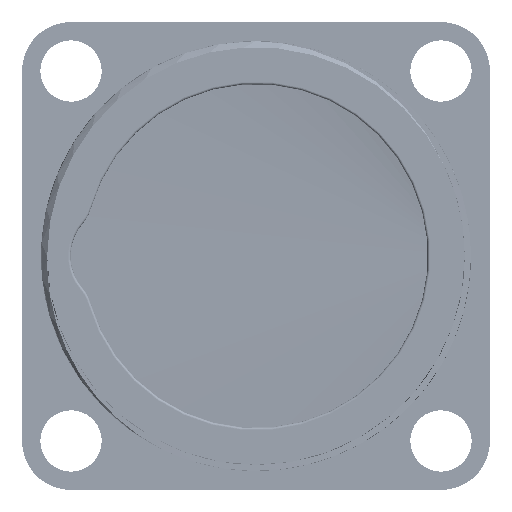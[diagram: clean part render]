
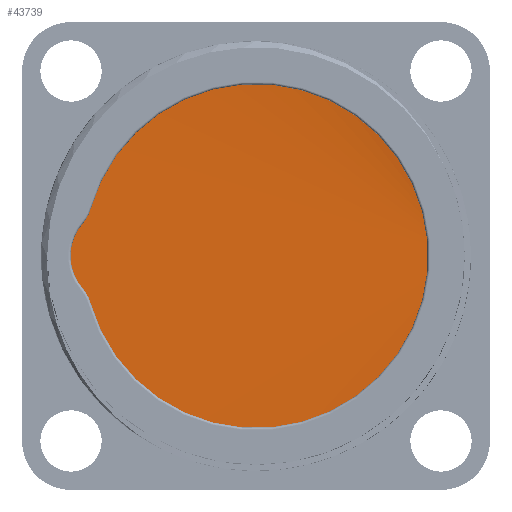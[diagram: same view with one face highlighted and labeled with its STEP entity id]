
A CAD part, left-side view. The second image highlights one B-rep face of the part: STEP entity #43739.
In plain terms, the highlighted cylindrical face has radius 17 mm (diameter 34 mm), a full revolution.
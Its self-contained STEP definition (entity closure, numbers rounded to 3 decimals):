
#4786=FACE_OUTER_BOUND('',#7243,.T.);
#7243=EDGE_LOOP('',(#27392,#27393,#27394));
#10058=B_SPLINE_CURVE_WITH_KNOTS('',3,(#63546,#63547,#63548,#63549,#63550,
#63551,#63552,#63553,#63554,#63555,#63556,#63557,#63558,#63559,#63560,#63561,
#63562),.UNSPECIFIED.,.F.,.F.,(4,1,1,1,1,1,1,1,1,1,1,1,1,1,4),(9.425,
9.87,10.354,10.837,11.32,11.803,
12.286,12.769,13.252,13.735,14.218,
14.701,15.184,15.667,15.708),
 .UNSPECIFIED.);
#10982=LINE('',#63499,#13815);
#10984=LINE('',#63563,#13817);
#13815=VECTOR('',#51034,17.);
#13817=VECTOR('',#51042,17.);
#16648=VERTEX_POINT('',#63497);
#16649=VERTEX_POINT('',#63498);
#16653=VERTEX_POINT('',#63545);
#20849=EDGE_CURVE('',#16648,#16649,#10982,.T.);
#20855=EDGE_CURVE('',#16653,#16649,#10058,.T.);
#20856=EDGE_CURVE('',#16653,#16648,#10984,.T.);
#27392=ORIENTED_EDGE('',*,*,#20849,.T.);
#27393=ORIENTED_EDGE('',*,*,#20855,.F.);
#27394=ORIENTED_EDGE('',*,*,#20856,.T.);
#40459=CYLINDRICAL_SURFACE('',#46218,17.);
#43739=ADVANCED_FACE('',(#4786),#40459,.T.);
#46218=AXIS2_PLACEMENT_3D('',#63544,#51040,#51041);
#51034=DIRECTION('',(1.,0.,0.));
#51040=DIRECTION('center_axis',(1.,0.,0.));
#51041=DIRECTION('ref_axis',(0.,1.,0.));
#51042=DIRECTION('',(1.,0.,0.));
#63497=CARTESIAN_POINT('',(4.2,-17.,0.));
#63498=CARTESIAN_POINT('',(5.4,-17.,0.));
#63499=CARTESIAN_POINT('',(0.,-17.,0.));
#63544=CARTESIAN_POINT('Origin',(0.,0.,0.));
#63545=CARTESIAN_POINT('',(2.6,-17.,0.));
#63546=CARTESIAN_POINT('Ctrl Pts',(2.6,-17.001,0.));
#63547=CARTESIAN_POINT('Ctrl Pts',(2.666,-17.,2.525));
#63548=CARTESIAN_POINT('Ctrl Pts',(2.804,-15.81,7.788));
#63549=CARTESIAN_POINT('Ctrl Pts',(3.014,-10.585,14.156));
#63550=CARTESIAN_POINT('Ctrl Pts',(3.229,-2.798,17.453));
#63551=CARTESIAN_POINT('Ctrl Pts',(3.444,5.629,16.755));
#63552=CARTESIAN_POINT('Ctrl Pts',(3.66,12.768,12.223));
#63553=CARTESIAN_POINT('Ctrl Pts',(3.875,16.985,4.893));
#63554=CARTESIAN_POINT('Ctrl Pts',(4.09,17.314,-3.556));
#63555=CARTESIAN_POINT('Ctrl Pts',(4.306,13.681,-11.192));
#63556=CARTESIAN_POINT('Ctrl Pts',(4.521,6.917,-16.266));
#63557=CARTESIAN_POINT('Ctrl Pts',(4.736,-1.431,-17.618));
#63558=CARTESIAN_POINT('Ctrl Pts',(4.951,-9.451,-14.937));
#63559=CARTESIAN_POINT('Ctrl Pts',(5.167,-15.307,-8.838));
#63560=CARTESIAN_POINT('Ctrl Pts',(5.316,-16.942,-3.196));
#63561=CARTESIAN_POINT('Ctrl Pts',(5.394,-17.001,-0.23));
#63562=CARTESIAN_POINT('Ctrl Pts',(5.4,-17.001,0.));
#63563=CARTESIAN_POINT('',(0.,-17.,0.));
